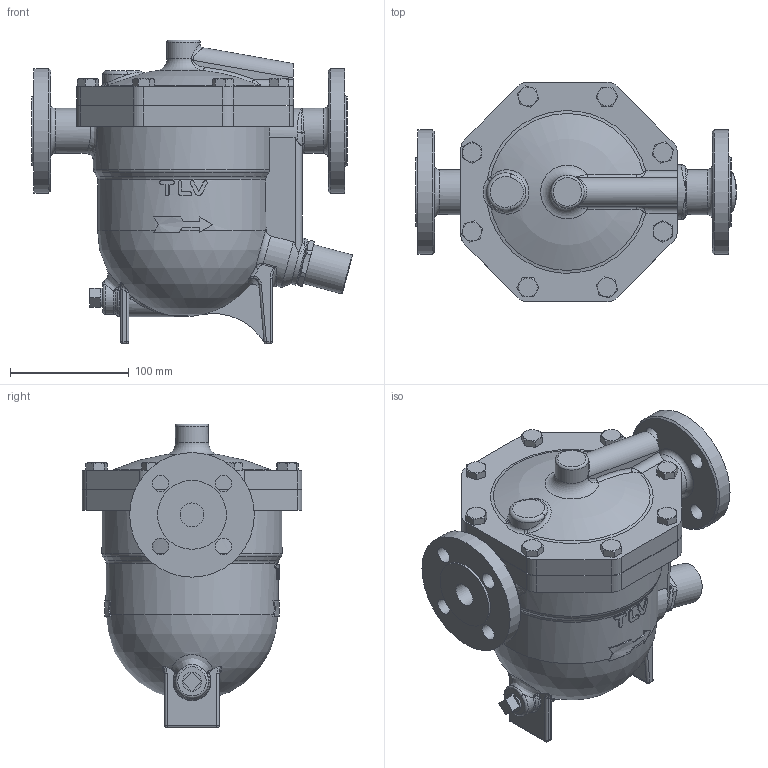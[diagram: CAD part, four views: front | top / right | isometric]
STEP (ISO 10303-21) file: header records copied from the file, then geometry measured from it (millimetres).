
FILE_DESCRIPTION(/* description */ (''),/* implementation_level */ '2;1');
FILE_NAME(/* name */ 'ja700-020-e0016-00.stp',/* time_stamp */ '2017-01-24T10:00:07+09:00',/* author */ ('nakaot'),/* organization */ (''),/* preprocessor_version */ 'ST-DEVELOPER v15.6',/* originating_system */ 'Autodesk Inventor 2015',/* authorisation */ '');
FILE_SCHEMA (('CONFIG_CONTROL_DESIGN'));
Length unit declared in the file: millimetre
Products named in the file (1): ja700-020-e0016-00
Bounding box: 270.4 x 185 x 256 mm (x, y, z)
Volume: 3976664.6 mm3; surface area: 244457.6 mm2
Topology: 1 solids, 1 shells, 449 faces, 1113 edges, 679 vertices
Faces by surface type: plane 163, cylinder 109, bspline 83, cone 57, torus 27, sphere 10
Full cylindrical faces by diameter (mm): 10 x16, 12 x8, 14 x8, 20 x2, 28 x1, 34 x1, 38 x2, 40 x1, 58 x2, 105 x2, 150 x1
Entity records: 20639 total; most frequent: CARTESIAN_POINT 11133, ORIENTED_EDGE 2034, DIRECTION 1777, EDGE_CURVE 1017, AXIS2_PLACEMENT_3D 733, VERTEX_POINT 659, EDGE_LOOP 570, FACE_OUTER_BOUND 449
